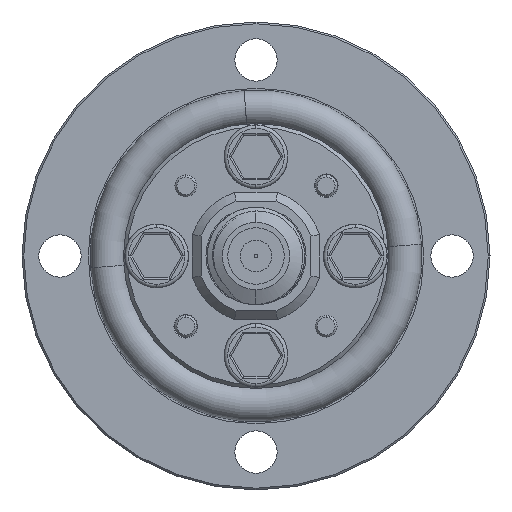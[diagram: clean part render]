
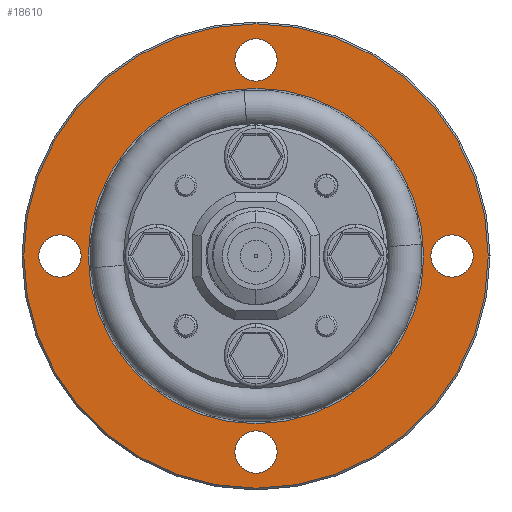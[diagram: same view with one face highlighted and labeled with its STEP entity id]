
A CAD part, left-side view. The second image highlights one B-rep face of the part: STEP entity #18610.
In plain terms, the highlighted planar face has unit normal (-1, 0, 0).
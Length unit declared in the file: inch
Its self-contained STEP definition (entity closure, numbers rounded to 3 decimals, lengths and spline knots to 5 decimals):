
#61 = ORIENTED_EDGE ( 'NONE', *, *, #21849, .F. ) ;
#77 = EDGE_CURVE ( 'NONE', #44696, #44715, #34876, .T. ) ;
#89 = EDGE_LOOP ( 'NONE', ( #29532, #51982 ) ) ;
#379 = DIRECTION ( 'NONE',  ( -1., 0., 0. ) ) ;
#2250 = DIRECTION ( 'NONE',  ( -1., 0., 0. ) ) ;
#2482 = VERTEX_POINT ( 'NONE', #36933 ) ;
#4526 = ORIENTED_EDGE ( 'NONE', *, *, #40448, .T. ) ;
#5411 = DIRECTION ( 'NONE',  ( 0., 0., 1. ) ) ;
#5538 = DIRECTION ( 'NONE',  ( -1., 0., 0. ) ) ;
#5689 = DIRECTION ( 'NONE',  ( 0., 0., 1. ) ) ;
#5897 = EDGE_LOOP ( 'NONE', ( #50059, #4526 ) ) ;
#6003 = FACE_OUTER_BOUND ( 'NONE', #5897, .T. ) ;
#6341 = ORIENTED_EDGE ( 'NONE', *, *, #51412, .F. ) ;
#6676 = DIRECTION ( 'NONE',  ( 0., 0., 1. ) ) ;
#6859 = CARTESIAN_POINT ( 'NONE',  ( -2.32454, 1.06216, 0.20278 ) ) ;
#7072 = VERTEX_POINT ( 'NONE', #41607 ) ;
#8321 = CIRCLE ( 'NONE', #9980, 0.06 ) ;
#8689 = DIRECTION ( 'NONE',  ( 0., 0., 1. ) ) ;
#9275 = AXIS2_PLACEMENT_3D ( 'NONE', #10402, #14441, #6676 ) ;
#9799 = EDGE_CURVE ( 'NONE', #28289, #14341, #36478, .T. ) ;
#9980 = AXIS2_PLACEMENT_3D ( 'NONE', #51617, #34783, #42868 ) ;
#10044 = AXIS2_PLACEMENT_3D ( 'NONE', #40901, #44461, #20250 ) ;
#10187 = CARTESIAN_POINT ( 'NONE',  ( -2.32454, 0.50716, 0.14278 ) ) ;
#10402 = CARTESIAN_POINT ( 'NONE',  ( -2.32454, 0.50716, -0.41222 ) ) ;
#10494 = CARTESIAN_POINT ( 'NONE',  ( -2.32454, 0.50716, 0.69778 ) ) ;
#10668 = VERTEX_POINT ( 'NONE', #28486 ) ;
#10716 = DIRECTION ( 'NONE',  ( 0., 0., 1. ) ) ;
#11068 = VERTEX_POINT ( 'NONE', #33385 ) ;
#11244 = DIRECTION ( 'NONE',  ( -1., 0., 0. ) ) ;
#12733 = CARTESIAN_POINT ( 'NONE',  ( -2.32454, 0.50716, 0.14278 ) ) ;
#12970 = FACE_BOUND ( 'NONE', #19183, .T. ) ;
#13198 = DIRECTION ( 'NONE',  ( -1., 0., 0. ) ) ;
#14341 = VERTEX_POINT ( 'NONE', #30079 ) ;
#14441 = DIRECTION ( 'NONE',  ( -1., 0., 0. ) ) ;
#14889 = CARTESIAN_POINT ( 'NONE',  ( -2.32454, -0.04784, 0.14278 ) ) ;
#16077 = EDGE_LOOP ( 'NONE', ( #41113, #20172 ) ) ;
#16412 = EDGE_CURVE ( 'NONE', #2482, #50220, #42361, .T. ) ;
#16482 = EDGE_LOOP ( 'NONE', ( #27780, #43283 ) ) ;
#16771 = FACE_BOUND ( 'NONE', #16077, .T. ) ;
#18496 = EDGE_CURVE ( 'NONE', #29586, #24362, #44638, .T. ) ;
#18610 = ADVANCED_FACE ( 'NONE', ( #6003, #12970, #49096, #21827, #16771, #47792 ), #28367, .T. ) ;
#19183 = EDGE_LOOP ( 'NONE', ( #61, #31824 ) ) ;
#19857 = EDGE_CURVE ( 'NONE', #10668, #20325, #48544, .T. ) ;
#20172 = ORIENTED_EDGE ( 'NONE', *, *, #16412, .F. ) ;
#20250 = DIRECTION ( 'NONE',  ( 0., 0., 1. ) ) ;
#20325 = VERTEX_POINT ( 'NONE', #25670 ) ;
#20330 = EDGE_CURVE ( 'NONE', #7072, #11068, #47755, .T. ) ;
#21345 = AXIS2_PLACEMENT_3D ( 'NONE', #50510, #5538, #42112 ) ;
#21827 = FACE_BOUND ( 'NONE', #26790, .T. ) ;
#21849 = EDGE_CURVE ( 'NONE', #24362, #29586, #8321, .T. ) ;
#21880 = AXIS2_PLACEMENT_3D ( 'NONE', #43941, #11244, #35648 ) ;
#22842 = DIRECTION ( 'NONE',  ( -1., 0., 0. ) ) ;
#24085 = DIRECTION ( 'NONE',  ( 0., 0., 1. ) ) ;
#24105 = EDGE_CURVE ( 'NONE', #44715, #44696, #49961, .T. ) ;
#24343 = EDGE_CURVE ( 'NONE', #14341, #28289, #33373, .T. ) ;
#24362 = VERTEX_POINT ( 'NONE', #48886 ) ;
#24596 = CARTESIAN_POINT ( 'NONE',  ( -2.32454, 0.50716, 0.14278 ) ) ;
#25670 = CARTESIAN_POINT ( 'NONE',  ( -2.32454, 0.50716, 0.80028 ) ) ;
#26790 = EDGE_LOOP ( 'NONE', ( #6341, #39362 ) ) ;
#27780 = ORIENTED_EDGE ( 'NONE', *, *, #24105, .F. ) ;
#28289 = VERTEX_POINT ( 'NONE', #43040 ) ;
#28367 = PLANE ( 'NONE',  #10044 ) ;
#28486 = CARTESIAN_POINT ( 'NONE',  ( -2.32454, 0.50716, -0.51472 ) ) ;
#29532 = ORIENTED_EDGE ( 'NONE', *, *, #9799, .F. ) ;
#29586 = VERTEX_POINT ( 'NONE', #6859 ) ;
#30079 = CARTESIAN_POINT ( 'NONE',  ( -2.32454, 0.50716, -0.33222 ) ) ;
#30486 = CIRCLE ( 'NONE', #52448, 0.6575 ) ;
#30988 = DIRECTION ( 'NONE',  ( 0., 0., 1. ) ) ;
#31824 = ORIENTED_EDGE ( 'NONE', *, *, #18496, .F. ) ;
#31863 = CARTESIAN_POINT ( 'NONE',  ( -2.32454, 0.50716, 0.75778 ) ) ;
#33373 = CIRCLE ( 'NONE', #51863, 0.475 ) ;
#33385 = CARTESIAN_POINT ( 'NONE',  ( -2.32454, -0.04784, 0.08278 ) ) ;
#33763 = DIRECTION ( 'NONE',  ( 0., 0., 1. ) ) ;
#34285 = DIRECTION ( 'NONE',  ( -1., 0., 0. ) ) ;
#34783 = DIRECTION ( 'NONE',  ( -1., 0., 0. ) ) ;
#34876 = CIRCLE ( 'NONE', #37184, 0.06 ) ;
#35648 = DIRECTION ( 'NONE',  ( 0., 0., 1. ) ) ;
#35813 = AXIS2_PLACEMENT_3D ( 'NONE', #42094, #37702, #5689 ) ;
#36350 = EDGE_CURVE ( 'NONE', #50220, #2482, #40095, .T. ) ;
#36446 = CARTESIAN_POINT ( 'NONE',  ( -2.32454, 0.50716, -0.47222 ) ) ;
#36478 = CIRCLE ( 'NONE', #39697, 0.475 ) ;
#36933 = CARTESIAN_POINT ( 'NONE',  ( -2.32454, 0.50716, -0.35222 ) ) ;
#37184 = AXIS2_PLACEMENT_3D ( 'NONE', #41456, #13198, #5411 ) ;
#37702 = DIRECTION ( 'NONE',  ( -1., 0., 0. ) ) ;
#38778 = DIRECTION ( 'NONE',  ( -1., 0., 0. ) ) ;
#39362 = ORIENTED_EDGE ( 'NONE', *, *, #20330, .F. ) ;
#39697 = AXIS2_PLACEMENT_3D ( 'NONE', #12733, #40667, #8689 ) ;
#40095 = CIRCLE ( 'NONE', #35813, 0.06 ) ;
#40351 = CIRCLE ( 'NONE', #43330, 0.06 ) ;
#40448 = EDGE_CURVE ( 'NONE', #20325, #10668, #30486, .T. ) ;
#40560 = AXIS2_PLACEMENT_3D ( 'NONE', #10494, #38778, #30988 ) ;
#40667 = DIRECTION ( 'NONE',  ( -1., 0., 0. ) ) ;
#40901 = CARTESIAN_POINT ( 'NONE',  ( -2.32454, 0.88216, 0.14278 ) ) ;
#41113 = ORIENTED_EDGE ( 'NONE', *, *, #36350, .F. ) ;
#41456 = CARTESIAN_POINT ( 'NONE',  ( -2.32454, 0.50716, 0.69778 ) ) ;
#41607 = CARTESIAN_POINT ( 'NONE',  ( -2.32454, -0.04784, 0.20278 ) ) ;
#42094 = CARTESIAN_POINT ( 'NONE',  ( -2.32454, 0.50716, -0.41222 ) ) ;
#42112 = DIRECTION ( 'NONE',  ( 0., 0., 1. ) ) ;
#42361 = CIRCLE ( 'NONE', #9275, 0.06 ) ;
#42868 = DIRECTION ( 'NONE',  ( 0., 0., 1. ) ) ;
#43040 = CARTESIAN_POINT ( 'NONE',  ( -2.32454, 0.50716, 0.61778 ) ) ;
#43283 = ORIENTED_EDGE ( 'NONE', *, *, #77, .F. ) ;
#43330 = AXIS2_PLACEMENT_3D ( 'NONE', #14889, #22842, #47279 ) ;
#43941 = CARTESIAN_POINT ( 'NONE',  ( -2.32454, 1.06216, 0.14278 ) ) ;
#44056 = CARTESIAN_POINT ( 'NONE',  ( -2.32454, 0.50716, 0.63778 ) ) ;
#44461 = DIRECTION ( 'NONE',  ( -1., 0., 0. ) ) ;
#44638 = CIRCLE ( 'NONE', #21880, 0.06 ) ;
#44696 = VERTEX_POINT ( 'NONE', #31863 ) ;
#44715 = VERTEX_POINT ( 'NONE', #44056 ) ;
#46027 = AXIS2_PLACEMENT_3D ( 'NONE', #10187, #2250, #10716 ) ;
#47279 = DIRECTION ( 'NONE',  ( 0., 0., 1. ) ) ;
#47755 = CIRCLE ( 'NONE', #21345, 0.06 ) ;
#47792 = FACE_BOUND ( 'NONE', #89, .T. ) ;
#48544 = CIRCLE ( 'NONE', #46027, 0.6575 ) ;
#48886 = CARTESIAN_POINT ( 'NONE',  ( -2.32454, 1.06216, 0.08278 ) ) ;
#49096 = FACE_BOUND ( 'NONE', #16482, .T. ) ;
#49961 = CIRCLE ( 'NONE', #40560, 0.06 ) ;
#50059 = ORIENTED_EDGE ( 'NONE', *, *, #19857, .T. ) ;
#50220 = VERTEX_POINT ( 'NONE', #36446 ) ;
#50261 = CARTESIAN_POINT ( 'NONE',  ( -2.32454, 0.50716, 0.14278 ) ) ;
#50510 = CARTESIAN_POINT ( 'NONE',  ( -2.32454, -0.04784, 0.14278 ) ) ;
#51412 = EDGE_CURVE ( 'NONE', #11068, #7072, #40351, .T. ) ;
#51617 = CARTESIAN_POINT ( 'NONE',  ( -2.32454, 1.06216, 0.14278 ) ) ;
#51863 = AXIS2_PLACEMENT_3D ( 'NONE', #24596, #379, #24085 ) ;
#51982 = ORIENTED_EDGE ( 'NONE', *, *, #24343, .F. ) ;
#52448 = AXIS2_PLACEMENT_3D ( 'NONE', #50261, #34285, #33763 ) ;
